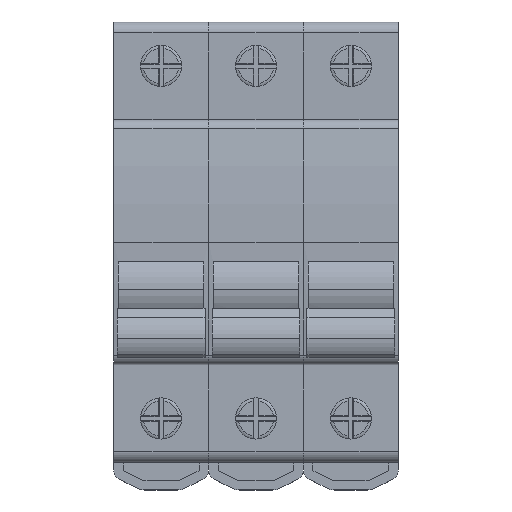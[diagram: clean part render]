
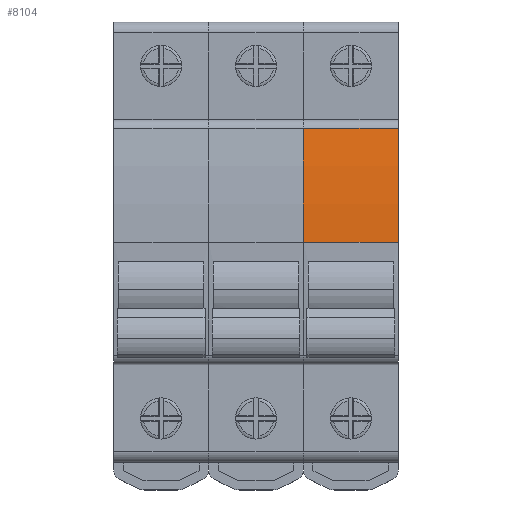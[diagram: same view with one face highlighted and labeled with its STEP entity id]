
A CAD part, top view. The second image highlights one B-rep face of the part: STEP entity #8104.
In plain terms, the highlighted cylindrical face has radius 122.659 mm (diameter 245.319 mm), a partial arc.
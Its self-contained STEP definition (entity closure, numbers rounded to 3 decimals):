
#64 = DIRECTION ( 'NONE',  ( -1., 0., 0. ) ) ;
#1098 = EDGE_CURVE ( 'NONE', #15903, #9217, #15395, .T. ) ;
#1450 = VERTEX_POINT ( 'NONE', #10458 ) ;
#1690 = VECTOR ( 'NONE', #6389, 1000. ) ;
#2619 = CARTESIAN_POINT ( 'NONE',  ( -8.75, 0., -55.16 ) ) ;
#4738 = DIRECTION ( 'NONE',  ( 1., 0., 0. ) ) ;
#5060 = CARTESIAN_POINT ( 'NONE',  ( -8.75, 0., 67.5 ) ) ;
#5477 = LINE ( 'NONE', #14652, #6970 ) ;
#6389 = DIRECTION ( 'NONE',  ( -1., 0., 0. ) ) ;
#6482 = CARTESIAN_POINT ( 'NONE',  ( 8.75, 0., -55.16 ) ) ;
#6669 = CIRCLE ( 'NONE', #15434, 122.66 ) ;
#6837 = VERTEX_POINT ( 'NONE', #5060 ) ;
#6970 = VECTOR ( 'NONE', #64, 1000. ) ;
#7140 = CARTESIAN_POINT ( 'NONE',  ( 8.75, 0., -55.16 ) ) ;
#7685 = DIRECTION ( 'NONE',  ( -1., 0., 0. ) ) ;
#8104 = ADVANCED_FACE ( 'NONE', ( #13715 ), #11792, .T. ) ;
#8113 = EDGE_CURVE ( 'NONE', #9217, #6837, #6669, .T. ) ;
#8599 = DIRECTION ( 'NONE',  ( 0., 0., -1. ) ) ;
#8780 = EDGE_CURVE ( 'NONE', #15903, #1450, #16262, .T. ) ;
#9217 = VERTEX_POINT ( 'NONE', #10977 ) ;
#9316 = ORIENTED_EDGE ( 'NONE', *, *, #8780, .F. ) ;
#9543 = EDGE_CURVE ( 'NONE', #1450, #6837, #5477, .T. ) ;
#9562 = ORIENTED_EDGE ( 'NONE', *, *, #1098, .T. ) ;
#9936 = ORIENTED_EDGE ( 'NONE', *, *, #9543, .F. ) ;
#10339 = DIRECTION ( 'NONE',  ( 1., 0., 0. ) ) ;
#10458 = CARTESIAN_POINT ( 'NONE',  ( 8.75, 0., 67.5 ) ) ;
#10874 = CARTESIAN_POINT ( 'NONE',  ( 8.75, 20.941, 65.699 ) ) ;
#10977 = CARTESIAN_POINT ( 'NONE',  ( -8.75, 20.941, 65.699 ) ) ;
#11792 = CYLINDRICAL_SURFACE ( 'NONE', #16529, 122.66 ) ;
#12895 = CARTESIAN_POINT ( 'NONE',  ( 8.75, 20.941, 65.699 ) ) ;
#12905 = DIRECTION ( 'NONE',  ( 0., 0., 1. ) ) ;
#13715 = FACE_OUTER_BOUND ( 'NONE', #14752, .T. ) ;
#14430 = ORIENTED_EDGE ( 'NONE', *, *, #8113, .T. ) ;
#14652 = CARTESIAN_POINT ( 'NONE',  ( 8.75, 0., 67.5 ) ) ;
#14752 = EDGE_LOOP ( 'NONE', ( #9936, #9316, #9562, #14430 ) ) ;
#15395 = LINE ( 'NONE', #12895, #1690 ) ;
#15434 = AXIS2_PLACEMENT_3D ( 'NONE', #2619, #10339, #12905 ) ;
#15903 = VERTEX_POINT ( 'NONE', #10874 ) ;
#16262 = CIRCLE ( 'NONE', #16541, 122.66 ) ;
#16529 = AXIS2_PLACEMENT_3D ( 'NONE', #6482, #7685, #16949 ) ;
#16541 = AXIS2_PLACEMENT_3D ( 'NONE', #7140, #4738, #8599 ) ;
#16949 = DIRECTION ( 'NONE',  ( 0., 0., 1. ) ) ;
